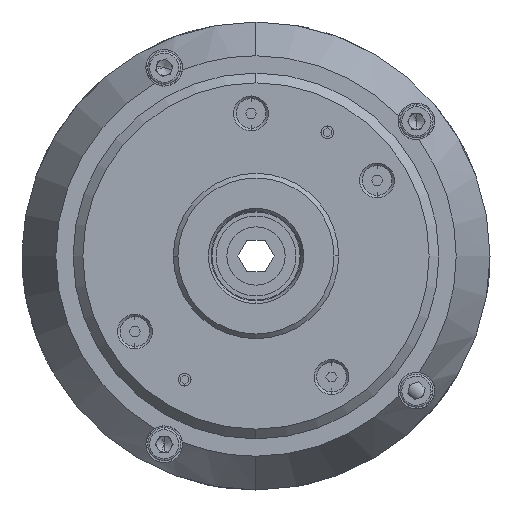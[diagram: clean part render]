
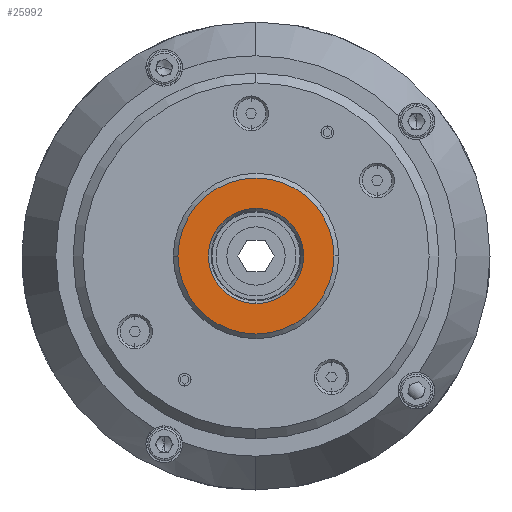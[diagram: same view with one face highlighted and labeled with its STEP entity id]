
A CAD part, left-side view. The second image highlights one B-rep face of the part: STEP entity #25992.
In plain terms, the highlighted planar face has unit normal (-1, 0, 0).
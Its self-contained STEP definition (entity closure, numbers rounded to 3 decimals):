
#1067 = EDGE_LOOP ( 'NONE', ( #23564, #14916 ) ) ;
#2511 = DIRECTION ( 'NONE',  ( -1., 0., 0. ) ) ;
#2629 = CARTESIAN_POINT ( 'NONE',  ( 0., 0., 0. ) ) ;
#2637 = CIRCLE ( 'NONE', #16087, 12.193 ) ;
#2708 = CARTESIAN_POINT ( 'NONE',  ( 0., 0., -12.193 ) ) ;
#3490 = CARTESIAN_POINT ( 'NONE',  ( 0., 20., 0. ) ) ;
#4304 = CARTESIAN_POINT ( 'NONE',  ( 0., 0., 12.193 ) ) ;
#5290 = EDGE_CURVE ( 'NONE', #14079, #8200, #25737, .T. ) ;
#6581 = AXIS2_PLACEMENT_3D ( 'NONE', #23026, #21187, #21001 ) ;
#8060 = DIRECTION ( 'NONE',  ( 0., -1., 0. ) ) ;
#8122 = AXIS2_PLACEMENT_3D ( 'NONE', #14200, #14018, #13980 ) ;
#8200 = VERTEX_POINT ( 'NONE', #2708 ) ;
#9608 = VERTEX_POINT ( 'NONE', #3490 ) ;
#10020 = VERTEX_POINT ( 'NONE', #27187 ) ;
#10158 = CARTESIAN_POINT ( 'NONE',  ( 0., 0., 0. ) ) ;
#10911 = ORIENTED_EDGE ( 'NONE', *, *, #26745, .T. ) ;
#12380 = EDGE_CURVE ( 'NONE', #9608, #10020, #18090, .T. ) ;
#13980 = DIRECTION ( 'NONE',  ( 0., 1., 0. ) ) ;
#14018 = DIRECTION ( 'NONE',  ( 1., 0., 0. ) ) ;
#14079 = VERTEX_POINT ( 'NONE', #4304 ) ;
#14115 = PLANE ( 'NONE',  #8122 ) ;
#14200 = CARTESIAN_POINT ( 'NONE',  ( 0., 0., 0. ) ) ;
#14294 = DIRECTION ( 'NONE',  ( 0., 1., 0. ) ) ;
#14916 = ORIENTED_EDGE ( 'NONE', *, *, #17421, .T. ) ;
#16087 = AXIS2_PLACEMENT_3D ( 'NONE', #10158, #18534, #14294 ) ;
#17421 = EDGE_CURVE ( 'NONE', #8200, #14079, #2637, .T. ) ;
#18090 = CIRCLE ( 'NONE', #19674, 20. ) ;
#18534 = DIRECTION ( 'NONE',  ( 1., 0., 0. ) ) ;
#19674 = AXIS2_PLACEMENT_3D ( 'NONE', #2629, #2511, #8060 ) ;
#20436 = CIRCLE ( 'NONE', #6581, 20. ) ;
#21001 = DIRECTION ( 'NONE',  ( 0., -1., 0. ) ) ;
#21187 = DIRECTION ( 'NONE',  ( -1., 0., 0. ) ) ;
#23026 = CARTESIAN_POINT ( 'NONE',  ( 0., 0., 0. ) ) ;
#23564 = ORIENTED_EDGE ( 'NONE', *, *, #5290, .T. ) ;
#23660 = AXIS2_PLACEMENT_3D ( 'NONE', #24182, #24171, #24148 ) ;
#24148 = DIRECTION ( 'NONE',  ( 0., 1., 0. ) ) ;
#24171 = DIRECTION ( 'NONE',  ( 1., 0., 0. ) ) ;
#24182 = CARTESIAN_POINT ( 'NONE',  ( 0., 0., 0. ) ) ;
#25058 = FACE_OUTER_BOUND ( 'NONE', #28502, .T. ) ;
#25253 = FACE_BOUND ( 'NONE', #1067, .T. ) ;
#25737 = CIRCLE ( 'NONE', #23660, 12.193 ) ;
#25813 = ORIENTED_EDGE ( 'NONE', *, *, #12380, .T. ) ;
#25992 = ADVANCED_FACE ( 'NONE', ( #25253, #25058 ), #14115, .F. ) ;
#26745 = EDGE_CURVE ( 'NONE', #10020, #9608, #20436, .T. ) ;
#27187 = CARTESIAN_POINT ( 'NONE',  ( 0., -20., 0. ) ) ;
#28502 = EDGE_LOOP ( 'NONE', ( #10911, #25813 ) ) ;
